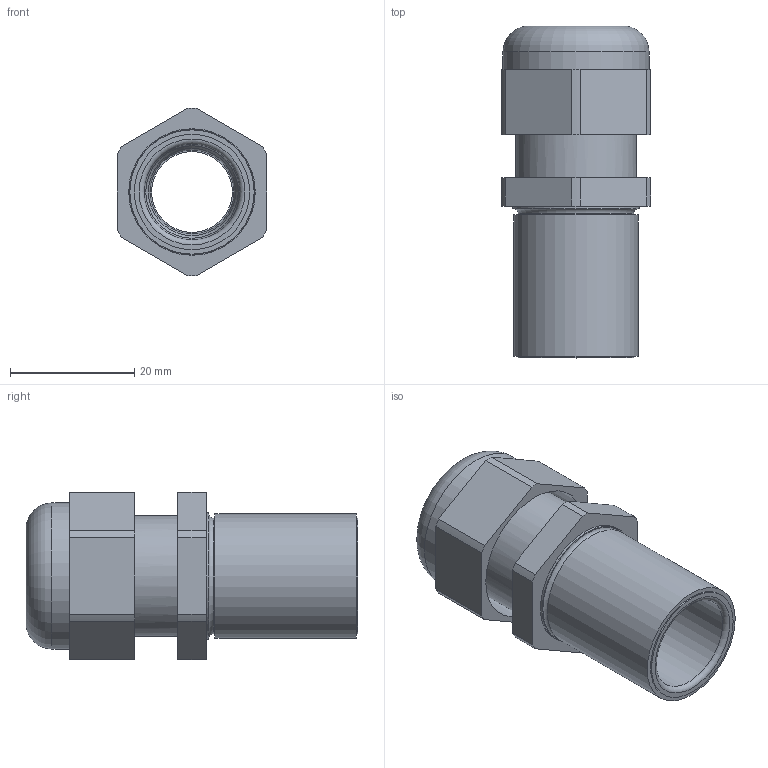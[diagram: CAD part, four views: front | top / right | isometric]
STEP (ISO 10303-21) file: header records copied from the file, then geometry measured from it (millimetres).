
FILE_DESCRIPTION (( 'STEP AP214' ), '1' );
FILE_NAME ('2022987.stp', '2023-01-18T12:01:38', ( '' ), ( '' ), 'SwSTEP 2.0', 'SolidWorks 2022', '' );
FILE_SCHEMA (( 'AUTOMOTIVE_DESIGN' ));
Length unit declared in the file: millimetre
Products named in the file (4): 2022987; EV501_M20; 032239_technische Darstellung; 0005775_grafische Darstellung
Assembly tree (3 placements, depth 2):
  2022987
    032239_technische Darstellung
    EV501_M20
    0005775_grafische Darstellung
Bounding box: 24 x 53.4 x 27 mm (x, y, z)
Volume: 9298.9 mm3; surface area: 10368.6 mm2
Topology: 3 solids, 3 shells, 212 faces, 563 edges, 363 vertices
Faces by surface type: plane 94, cylinder 53, torus 48, cone 17
Full cylindrical faces by diameter (mm): 13 x1, 13.2 x1, 13.5 x1, 15.4 x1, 16 x1, 17.4 x1, 18.56 x2, 19.46 x1, 20 x1, 20.365 x1, 22.218 x1, 23.5 x1
Entity records: 7064 total; most frequent: CARTESIAN_POINT 1782, ORIENTED_EDGE 1074, DIRECTION 1070, EDGE_CURVE 537, AXIS2_PLACEMENT_3D 427, VERTEX_POINT 359, EDGE_LOOP 246, FACE_OUTER_BOUND 231
